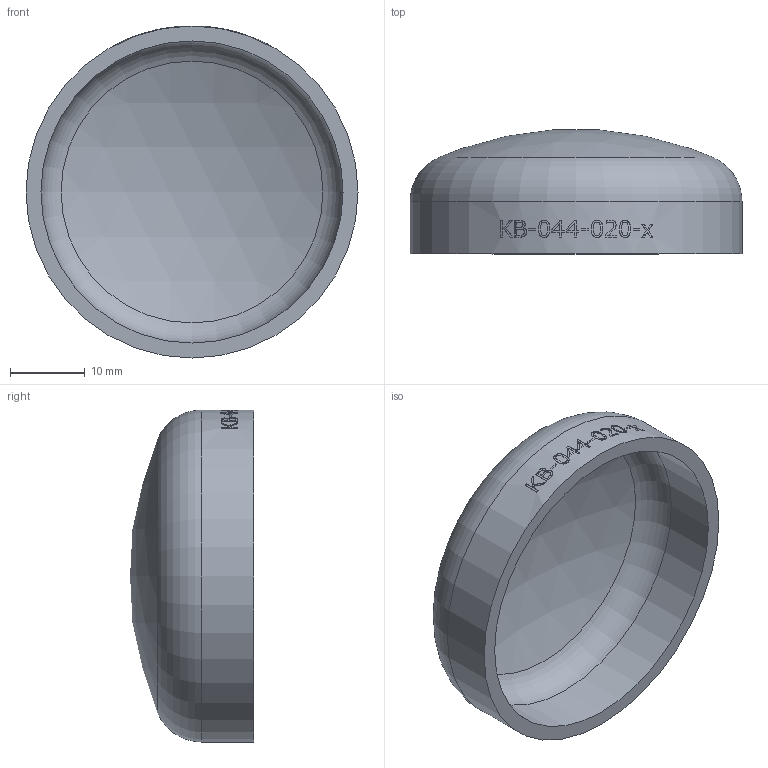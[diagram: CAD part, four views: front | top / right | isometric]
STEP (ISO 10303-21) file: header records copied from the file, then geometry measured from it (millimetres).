
FILE_DESCRIPTION (( 'STEP AP214' ), '1' );
FILE_NAME ('KB-044-020-x Klöpperboden 2001.STEP', '2020-01-21T08:16:14', ( '' ), ( '' ), 'SwSTEP 2.0', 'SolidWorks 2016', '' );
FILE_SCHEMA (( 'AUTOMOTIVE_DESIGN' ));
Length unit declared in the file: millimetre
Products named in the file (1): KB-044-020-x Klöpperboden 2001
Bounding box: 44.5 x 16.59 x 44.5 mm (x, y, z)
Volume: 5585.4 mm3; surface area: 5866.4 mm2
Topology: 1 solids, 1 shells, 165 faces, 427 edges, 284 vertices
Faces by surface type: bspline 76, plane 64, cylinder 21, torus 2, sphere 2
Full cylindrical faces by diameter (mm): 40.5 x1, 44.5 x1
Entity records: 14337 total; most frequent: CARTESIAN_POINT 9252, ORIENTED_EDGE 846, DIRECTION 434, EDGE_CURVE 423, VERTEX_POINT 284, B_SPLINE_CURVE_WITH_KNOTS 245, EDGE_LOOP 189, FACE_OUTER_BOUND 169
